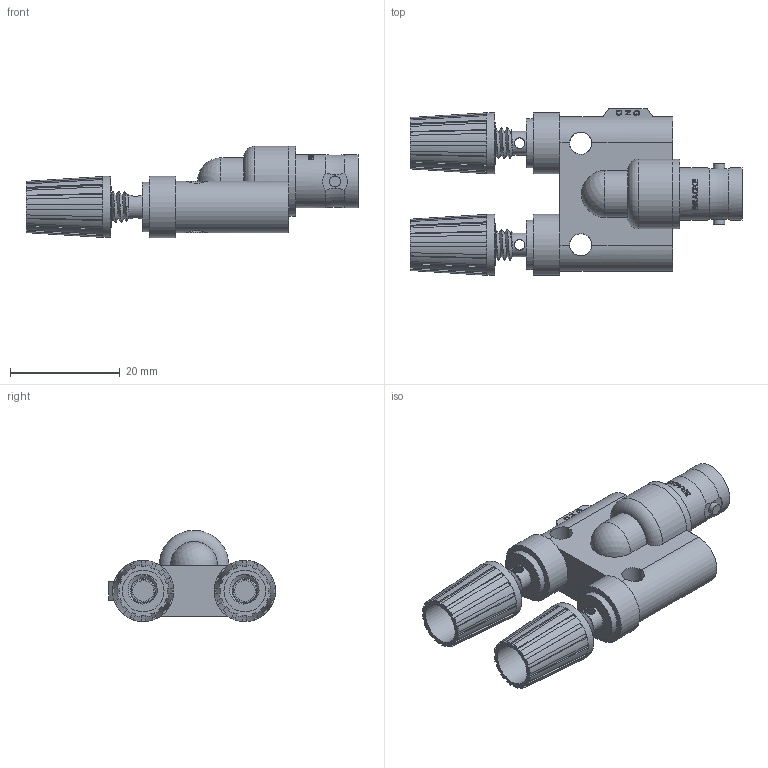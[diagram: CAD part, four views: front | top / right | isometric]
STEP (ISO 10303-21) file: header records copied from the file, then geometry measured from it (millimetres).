
FILE_DESCRIPTION(/* description */ (''),/* implementation_level */ '2;1');
FILE_NAME(/* name */ 'BM50470.step',/* time_stamp */ '2024-03-21T13:50:42-07:00',/* author */ (''),/* organization */ (''),/* preprocessor_version */ 'ST-DEVELOPER v20',/* originating_system */ 'Autodesk Translation Framework v12.20.1.177',/* authorisation */ '');
FILE_SCHEMA (('AUTOMOTIVE_DESIGN { 1 0 10303 214 3 1 1 }'));
Length unit declared in the file: inch
Products named in the file (1): (Unsaved)
Bounding box: 60.55 x 30.45 x 16.64 mm (x, y, z)
Volume: 8472.4 mm3; surface area: 9361.3 mm2
Topology: 17 solids, 17 shells, 557 faces, 1620 edges, 1113 vertices
Faces by surface type: plane 408, cone 73, cylinder 64, bspline 8, torus 3, sphere 1
Full cylindrical faces by diameter (mm): 0.781 x2, 1.246 x1, 1.778 x1, 1.93 x4, 2.032 x2, 2.083 x2, 2.227 x1, 2.515 x1, 3.81 x2, 4.064 x6, 4.318 x2, 4.853 x1, 5.08 x2, 7.62 x4, 8.382 x1, 8.992 x2, 9.652 x2, 11.125 x2, 11.176 x2, 12.7 x1
Entity records: 26144 total; most frequent: CARTESIAN_POINT 11110, ORIENTED_EDGE 3240, DIRECTION 3216, EDGE_CURVE 1620, AXIS2_PLACEMENT_3D 1281, VERTEX_POINT 1113, LINE 654, VECTOR 654
